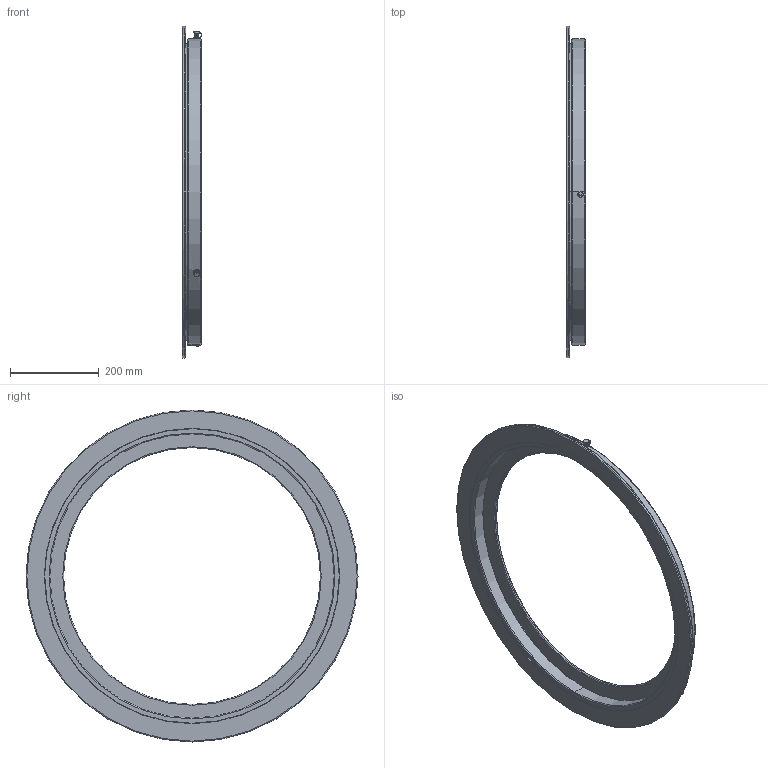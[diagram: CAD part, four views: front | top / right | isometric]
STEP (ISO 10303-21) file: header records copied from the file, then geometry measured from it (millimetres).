
FILE_DESCRIPTION (( 'STEP AP214' ), '1' );
FILE_NAME ('0014186.step', '2024-01-24T12:27:32', ( '' ), ( '' ), 'SwSTEP 2.0', 'SolidWorks 2020', '' );
FILE_SCHEMA (( 'AUTOMOTIVE_DESIGN' ));
Length unit declared in the file: millimetre
Products named in the file (1): 0014186
Bounding box: 45.08 x 750 x 750 mm (x, y, z)
Volume: 2722833.6 mm3; surface area: 741720.6 mm2
Topology: 15 solids, 15 shells, 345 faces, 888 edges, 571 vertices
Faces by surface type: cylinder 108, plane 80, cone 78, torus 43, bspline 28, sphere 8
Entity records: 19080 total; most frequent: CARTESIAN_POINT 6905, DIRECTION 1738, ORIENTED_EDGE 1716, EDGE_CURVE 858, AXIS2_PLACEMENT_3D 743, VERTEX_POINT 559, CIRCLE 425, EDGE_LOOP 393
